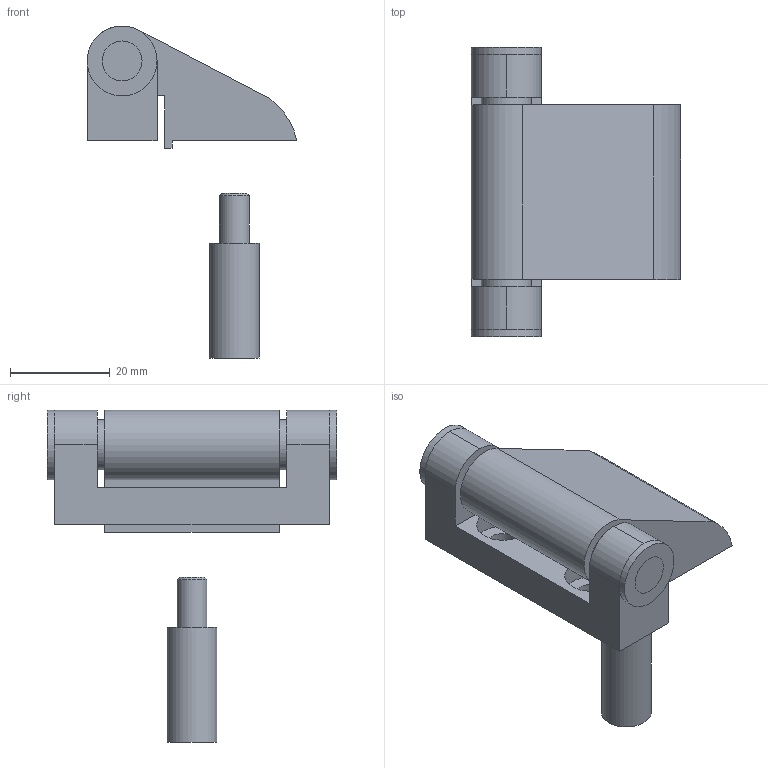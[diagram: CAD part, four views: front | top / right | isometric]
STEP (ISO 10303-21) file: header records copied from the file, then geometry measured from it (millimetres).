
FILE_DESCRIPTION(('STEP AP203'),'2;1');
FILE_NAME('XC65101.stp','2011-04-18T19:27:56',(''),(''),'2009.3.110','THINKDESIGN','');
FILE_SCHEMA(('CONFIG_CONTROL_DESIGN'));
Length unit declared in the file: millimetre
Bounding box: 42 x 58 x 66.5 mm (x, y, z)
Volume: 27558.8 mm3; surface area: 15199.5 mm2
Topology: 6 solids, 6 shells, 67 faces, 178 edges, 131 vertices
Faces by surface type: plane 38, cylinder 25, bspline 4
Full cylindrical faces by diameter (mm): 5 x1, 5.5 x2, 6 x1, 8 x5, 10 x4, 10.5 x4, 14 x2
Entity records: 2340 total; most frequent: CARTESIAN_POINT 443, DIRECTION 397, ORIENTED_EDGE 354, EDGE_CURVE 177, AXIS2_PLACEMENT_3D 157, VERTEX_POINT 131, CIRCLE 94, EDGE_LOOP 90
